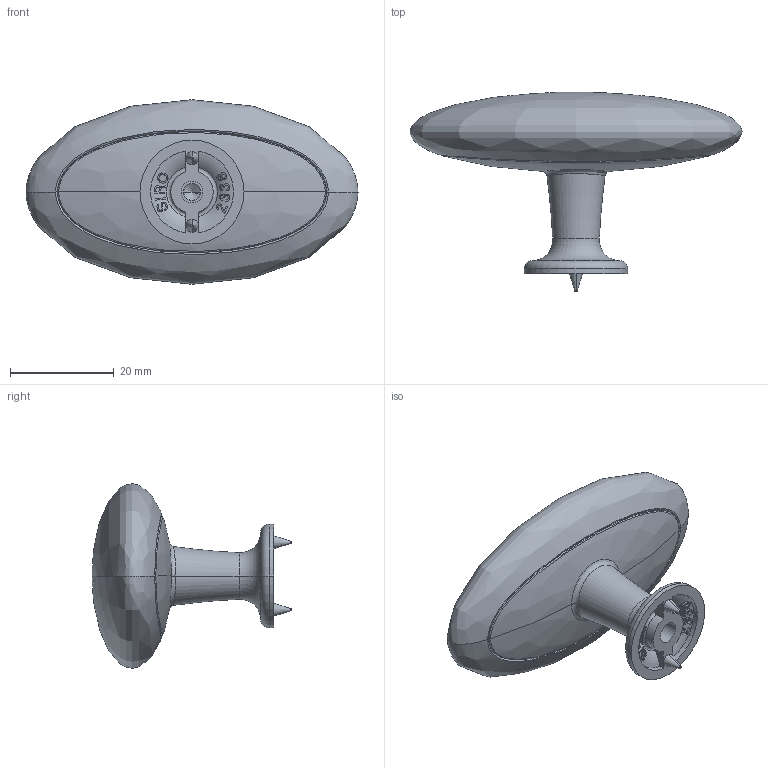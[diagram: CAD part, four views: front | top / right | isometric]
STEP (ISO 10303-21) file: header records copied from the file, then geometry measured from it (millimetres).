
FILE_DESCRIPTION(('Creo Elements/Direct Modeling STEP Export'),'2;1');
FILE_NAME('2338-64.stp','2022-05-04T 9:14:39',(''),(''),'Creo Elements/Direct Modeling STEP processor for AP214 (Solid Model)','Creo Elements/Direct Modeling 20.0 12-Nov-2016 (C) Parametric Technology GmbH','');
FILE_SCHEMA(('AUTOMOTIVE_DESIGN { 1 0 10303 214 1 1 1 1 }'));
Length unit declared in the file: millimetre
Products named in the file (3): Sockel; Knopf.1; Knopf_gesamt
Assembly tree (2 placements, depth 2):
  Knopf_gesamt
    Knopf.1
    Sockel
Bounding box: 64 x 38.5 x 35.56 mm (x, y, z)
Volume: 12220.3 mm3; surface area: 9752.7 mm2
Topology: 2 solids, 2 shells, 557 faces, 1597 edges, 1049 vertices
Faces by surface type: plane 465, cylinder 26, torus 26, bspline 22, extrusion 8, cone 6, sphere 4
Entity records: 52291 total; most frequent: CARTESIAN_POINT 38932, ORIENTED_EDGE 3174, DIRECTION 1628, EDGE_CURVE 1587, VERTEX_POINT 1049, B_SPLINE_CURVE_WITH_KNOTS 1008, SURFACE_CURVE 974, EDGE_LOOP 574
